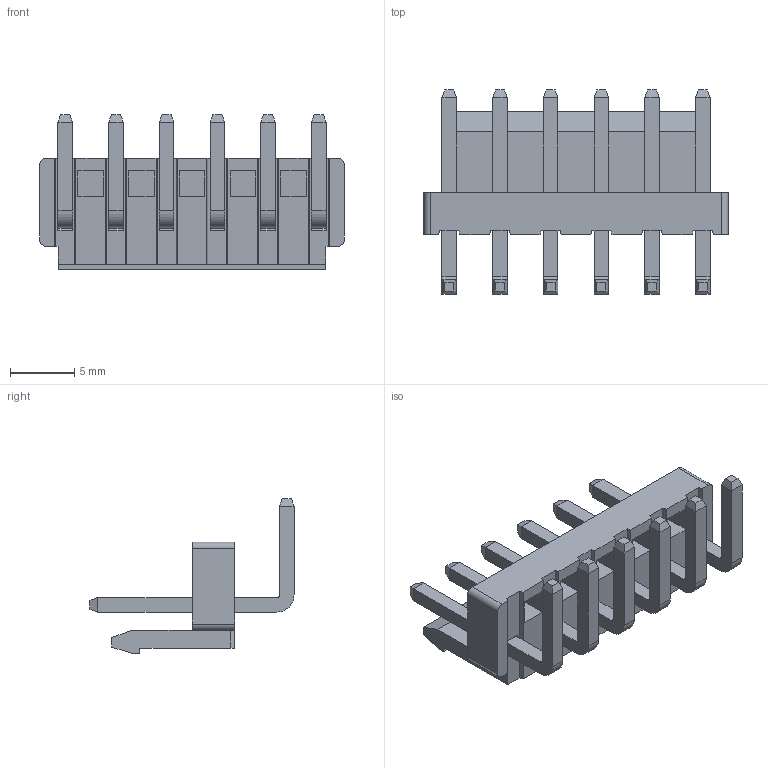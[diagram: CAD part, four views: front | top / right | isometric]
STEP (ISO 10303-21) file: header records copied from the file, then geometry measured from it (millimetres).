
FILE_DESCRIPTION( ('This file contains a STEP AP42 implementation' ,'as created by ZW3D STEP Interface translator.') ,'2;1' );
FILE_NAME( 'WF3963-WRXXXXX01.stp' ,'231018.133443', (''), ('ZWCAD Software Co.'), 'Version 1.0', 'ZW3D to STEP translator', '' );
FILE_SCHEMA(('AUTOMOTIVE_DESIGN { 1 0 10303 214 1 1 1 1 }'));
Length unit declared in the file: millimetre
Products named in the file (2): 0; WF3963-WRXXXXX01
Bounding box: 23.76 x 15.94 x 12.1 mm (x, y, z)
Volume: 914.3 mm3; surface area: 1516 mm2
Topology: 1 solids, 1 shells, 237 faces, 580 edges, 362 vertices
Faces by surface type: plane 221, cylinder 16
Entity records: 7021 total; most frequent: CARTESIAN_POINT 1180, ORIENTED_EDGE 1160, DIRECTION 1088, EDGE_CURVE 580, VECTOR 548, LINE 548, VERTEX_POINT 362, AXIS2_PLACEMENT_3D 270
